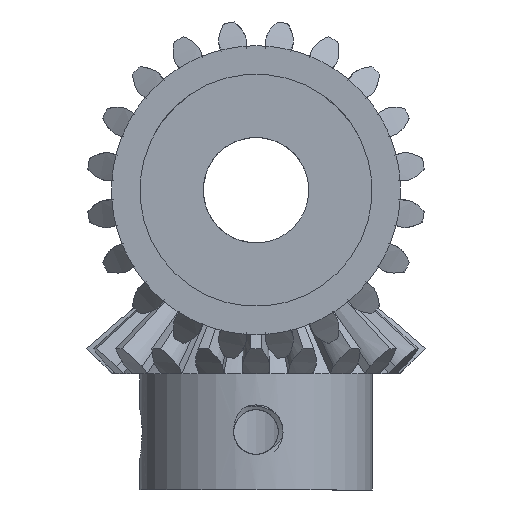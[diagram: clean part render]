
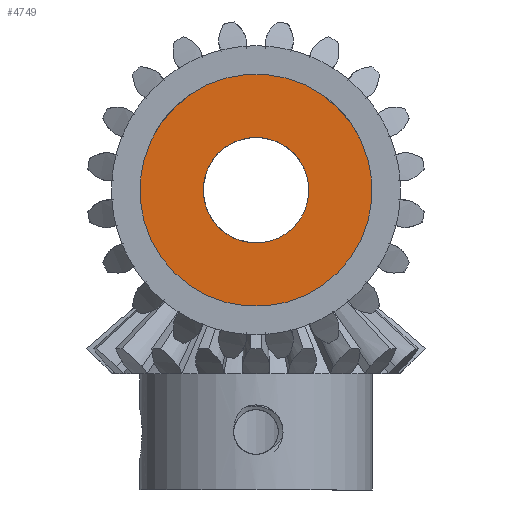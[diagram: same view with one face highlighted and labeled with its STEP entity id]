
A CAD part, front view. The second image highlights one B-rep face of the part: STEP entity #4749.
In plain terms, the highlighted face is planar.
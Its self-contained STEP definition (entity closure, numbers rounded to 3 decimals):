
#104=FACE_BOUND('',#743,.T.);
#106=CIRCLE('',#4991,11.);
#169=CIRCLE('',#5076,5.);
#215=PLANE('',#5077);
#461=FACE_OUTER_BOUND('',#742,.T.);
#742=EDGE_LOOP('',(#3593));
#743=EDGE_LOOP('',(#3594));
#1766=VERTEX_POINT('',#8517);
#1949=VERTEX_POINT('',#9776);
#2346=EDGE_CURVE('',#1766,#1766,#106,.T.);
#2570=EDGE_CURVE('',#1949,#1949,#169,.T.);
#3593=ORIENTED_EDGE('',*,*,#2346,.T.);
#3594=ORIENTED_EDGE('',*,*,#2570,.T.);
#4749=ADVANCED_FACE('',(#461,#104),#215,.T.);
#4991=AXIS2_PLACEMENT_3D('',#8518,#5314,#5315);
#5076=AXIS2_PLACEMENT_3D('',#9777,#5485,#5486);
#5077=AXIS2_PLACEMENT_3D('',#9779,#5488,#5489);
#5314=DIRECTION('center_axis',(-0.707,0.,-0.707));
#5315=DIRECTION('ref_axis',(0.,-1.,0.));
#5485=DIRECTION('center_axis',(0.707,0.,0.707));
#5486=DIRECTION('ref_axis',(0.,-1.,0.));
#5488=DIRECTION('center_axis',(-0.707,0.,-0.707));
#5489=DIRECTION('ref_axis',(0.,-1.,0.));
#8517=CARTESIAN_POINT('',(-4.322,11.,1.891));
#8518=CARTESIAN_POINT('Origin',(-4.322,0.,
1.891));
#9776=CARTESIAN_POINT('',(-4.322,5.,1.891));
#9777=CARTESIAN_POINT('Origin',(-4.322,0.,
1.891));
#9779=CARTESIAN_POINT('Origin',(-4.322,0.,
1.891));
